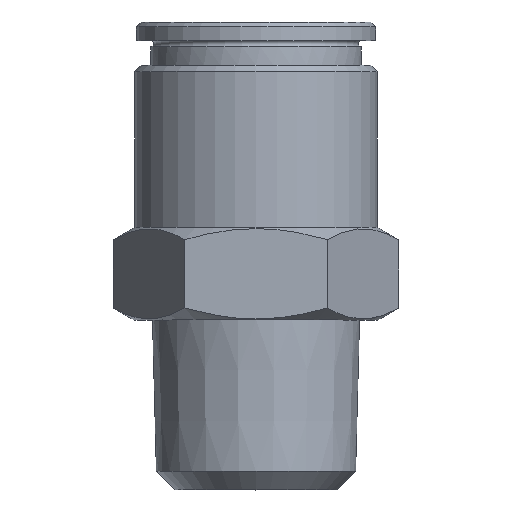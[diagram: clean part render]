
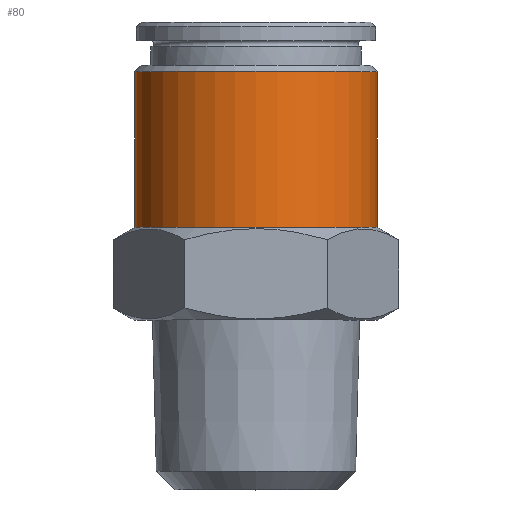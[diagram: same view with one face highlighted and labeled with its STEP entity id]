
A CAD part, top view. The second image highlights one B-rep face of the part: STEP entity #80.
In plain terms, the highlighted cylindrical face has radius 7.85 mm (diameter 15.7 mm), a full revolution.
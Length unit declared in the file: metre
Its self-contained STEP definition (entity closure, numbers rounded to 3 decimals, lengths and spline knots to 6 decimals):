
#80 = ADVANCED_FACE( 'NONE', ( #185, #186 ), #187, .T. );
#185 = FACE_OUTER_BOUND( '', #318, .T. );
#186 = FACE_OUTER_BOUND( '', #319, .T. );
#187 = CYLINDRICAL_SURFACE( '', #320, 0.00785 );
#318 = EDGE_LOOP( '', ( #479 ) );
#319 = EDGE_LOOP( '', ( #480 ) );
#320 = AXIS2_PLACEMENT_3D( '', #481, #482, #483 );
#479 = ORIENTED_EDGE( '', *, *, #725, .F. );
#480 = ORIENTED_EDGE( '', *, *, #726, .T. );
#481 = CARTESIAN_POINT( '', ( 0., 0., 0. ) );
#482 = DIRECTION( '', ( 0., 1., 0. ) );
#483 = DIRECTION( '', ( 0., 0., -1. ) );
#725 = EDGE_CURVE( 'NONE', #854, #854, #855, .T. );
#726 = EDGE_CURVE( 'NONE', #856, #856, #857, .T. );
#854 = VERTEX_POINT( '', #1061 );
#855 = CIRCLE( '', #1062, 0.00785 );
#856 = VERTEX_POINT( '', #1063 );
#857 = CIRCLE( '', #1064, 0.00785 );
#1061 = CARTESIAN_POINT( '', ( 0., 0.017, -0.00785 ) );
#1062 = AXIS2_PLACEMENT_3D( '', #1331, #1332, #1333 );
#1063 = CARTESIAN_POINT( '', ( 0., 0.0271, -0.00785 ) );
#1064 = AXIS2_PLACEMENT_3D( '', #1334, #1335, #1336 );
#1331 = CARTESIAN_POINT( '', ( 0., 0.017, 0. ) );
#1332 = DIRECTION( '', ( 0., -1., 0. ) );
#1333 = DIRECTION( '', ( 0., 0., -1. ) );
#1334 = CARTESIAN_POINT( '', ( 0., 0.0271, 0. ) );
#1335 = DIRECTION( '', ( 0., -1., 0. ) );
#1336 = DIRECTION( '', ( 0., 0., -1. ) );
